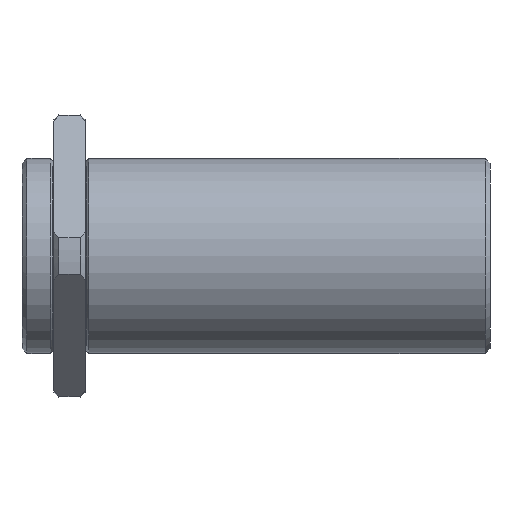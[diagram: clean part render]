
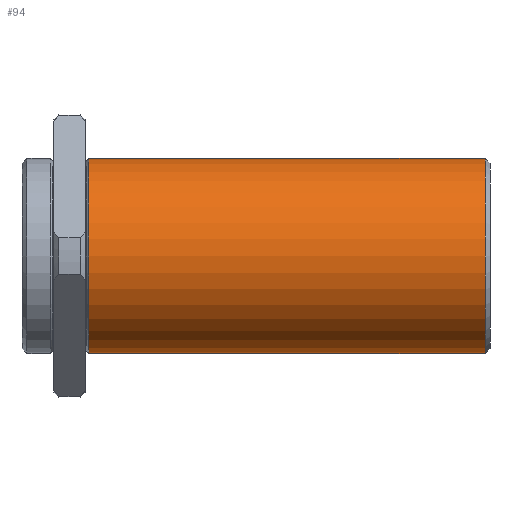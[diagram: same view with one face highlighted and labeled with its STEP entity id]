
A CAD part, front view. The second image highlights one B-rep face of the part: STEP entity #94.
In plain terms, the highlighted cylindrical face has radius 40 mm (diameter 80 mm), a full revolution.
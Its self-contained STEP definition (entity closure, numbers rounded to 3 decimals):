
#94 = ADVANCED_FACE( '', ( #217, #218 ), #219, .T. );
#217 = FACE_OUTER_BOUND( '', #399, .T. );
#218 = FACE_OUTER_BOUND( '', #400, .T. );
#219 = CYLINDRICAL_SURFACE( '', #401, 40. );
#399 = EDGE_LOOP( '', ( #571 ) );
#400 = EDGE_LOOP( '', ( #572 ) );
#401 = AXIS2_PLACEMENT_3D( '', #573, #574, #575 );
#571 = ORIENTED_EDGE( '', *, *, #917, .T. );
#572 = ORIENTED_EDGE( '', *, *, #914, .F. );
#573 = CARTESIAN_POINT( '', ( 192., 0., 0. ) );
#574 = DIRECTION( '', ( -1., 0., 0. ) );
#575 = DIRECTION( '', ( 0., 0., -1. ) );
#914 = EDGE_CURVE( '', #1043, #1043, #1044, .T. );
#917 = EDGE_CURVE( '', #1048, #1048, #1049, .T. );
#1043 = VERTEX_POINT( '', #1236 );
#1044 = CIRCLE( '', #1237, 40. );
#1048 = VERTEX_POINT( '', #1241 );
#1049 = CIRCLE( '', #1242, 40. );
#1236 = CARTESIAN_POINT( '', ( 190., 0., -40. ) );
#1237 = AXIS2_PLACEMENT_3D( '', #1492, #1493, #1494 );
#1241 = CARTESIAN_POINT( '', ( 27.3, 0., -40. ) );
#1242 = AXIS2_PLACEMENT_3D( '', #1498, #1499, #1500 );
#1492 = CARTESIAN_POINT( '', ( 190., 0., 0. ) );
#1493 = DIRECTION( '', ( 1., 0., 0. ) );
#1494 = DIRECTION( '', ( 0., 0., -1. ) );
#1498 = CARTESIAN_POINT( '', ( 27.3, 0., 0. ) );
#1499 = DIRECTION( '', ( 1., 0., 0. ) );
#1500 = DIRECTION( '', ( 0., 0., -1. ) );
